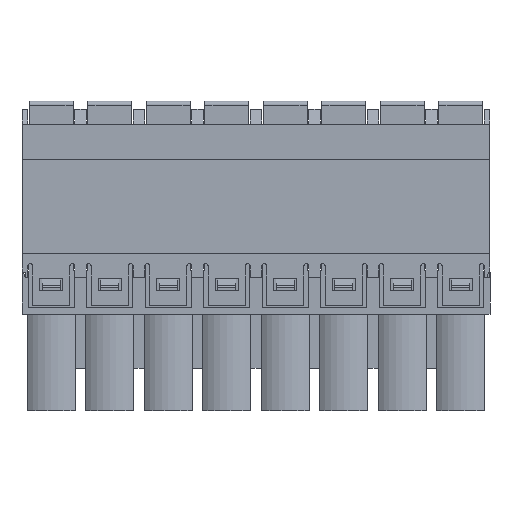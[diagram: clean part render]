
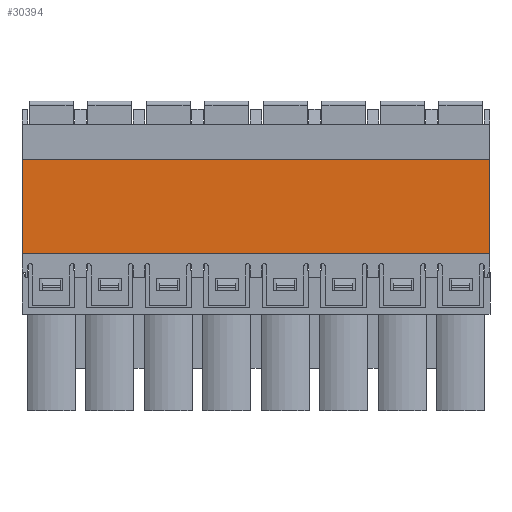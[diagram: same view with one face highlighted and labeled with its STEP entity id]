
A CAD part, front view. The second image highlights one B-rep face of the part: STEP entity #30394.
In plain terms, the highlighted planar face has unit normal (0, -1, 0).
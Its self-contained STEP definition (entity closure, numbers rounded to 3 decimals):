
#2763=ORIENTED_EDGE('',*,*,#11148,.T.);
#2764=ORIENTED_EDGE('',*,*,#11149,.F.);
#2765=ORIENTED_EDGE('',*,*,#10144,.F.);
#2766=ORIENTED_EDGE('',*,*,#11147,.T.);
#10144=EDGE_CURVE('',#14532,#14533,#17503,.T.);
#11147=EDGE_CURVE('',#14532,#15259,#18436,.T.);
#11148=EDGE_CURVE('',#15259,#15260,#18437,.T.);
#11149=EDGE_CURVE('',#14533,#15260,#18438,.T.);
#14532=VERTEX_POINT('',#42867);
#14533=VERTEX_POINT('',#42869);
#15259=VERTEX_POINT('',#44831);
#15260=VERTEX_POINT('',#44835);
#17503=LINE('',#42868,#21588);
#18436=LINE('',#44832,#22521);
#18437=LINE('',#44834,#22522);
#18438=LINE('',#44836,#22523);
#21588=VECTOR('',#34440,1000.);
#22521=VECTOR('',#35981,1000.);
#22522=VECTOR('',#35984,1000.);
#22523=VECTOR('',#35985,1000.);
#25524=EDGE_LOOP('',(#2763,#2764,#2765,#2766));
#27259=FACE_BOUND('',#25524,.T.);
#28930=PLANE('',#32161);
#30394=ADVANCED_FACE('',(#27259),#28930,.F.);
#32161=AXIS2_PLACEMENT_3D('',#44833,#35982,#35983);
#34440=DIRECTION('',(0.,0.,-1.));
#35981=DIRECTION('',(-1.,0.,0.));
#35982=DIRECTION('',(0.,1.,0.));
#35983=DIRECTION('',(0.,0.,1.));
#35984=DIRECTION('',(0.,0.,-1.));
#35985=DIRECTION('',(-1.,0.,0.));
#42867=CARTESIAN_POINT('',(20.32,-5.27,4.1));
#42868=CARTESIAN_POINT('',(20.32,-5.27,4.1));
#42869=CARTESIAN_POINT('',(20.32,-5.27,-4.1));
#44831=CARTESIAN_POINT('',(-20.32,-5.27,4.1));
#44832=CARTESIAN_POINT('',(20.32,-5.27,4.1));
#44833=CARTESIAN_POINT('',(20.32,-5.27,4.1));
#44834=CARTESIAN_POINT('',(-20.32,-5.27,4.1));
#44835=CARTESIAN_POINT('',(-20.32,-5.27,-4.1));
#44836=CARTESIAN_POINT('',(20.32,-5.27,-4.1));
